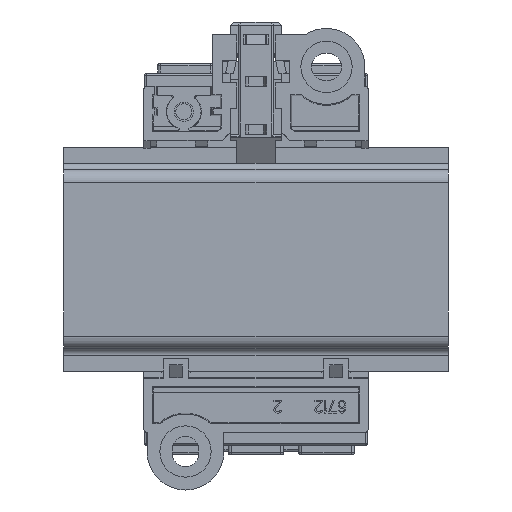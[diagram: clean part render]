
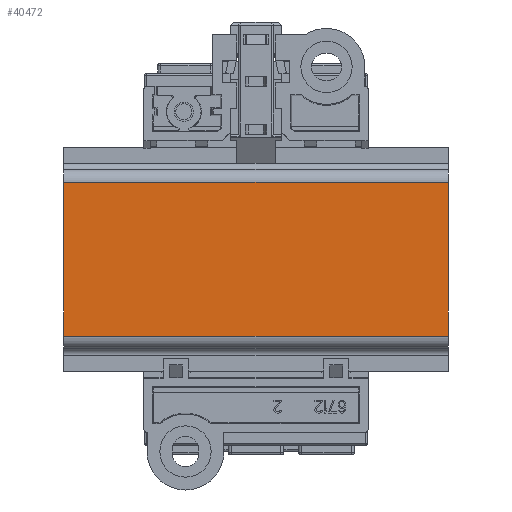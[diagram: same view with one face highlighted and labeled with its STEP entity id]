
A CAD part, front view. The second image highlights one B-rep face of the part: STEP entity #40472.
In plain terms, the highlighted planar face has unit normal (0, -1, 0).
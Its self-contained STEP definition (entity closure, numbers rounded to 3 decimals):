
#1294=DIRECTION('',(0.,0.,-1.));
#1295=VECTOR('',#1294,24.);
#1296=CARTESIAN_POINT('',(30.,-34.9,12.));
#1297=LINE('',#1296,#1295);
#1377=DIRECTION('',(1.,0.,0.));
#1378=VECTOR('',#1377,60.);
#1379=CARTESIAN_POINT('',(-30.,-34.9,-12.));
#1380=LINE('',#1379,#1378);
#1465=DIRECTION('',(0.,0.,-1.));
#1466=VECTOR('',#1465,24.);
#1467=CARTESIAN_POINT('',(-30.,-34.9,12.));
#1468=LINE('',#1467,#1466);
#1513=DIRECTION('',(1.,0.,0.));
#1514=VECTOR('',#1513,60.);
#1515=CARTESIAN_POINT('',(-30.,-34.9,12.));
#1516=LINE('',#1515,#1514);
#38780=CARTESIAN_POINT('',(-30.,-34.9,-12.));
#38782=VERTEX_POINT('',#38780);
#38818=CARTESIAN_POINT('',(-30.,-34.9,12.));
#38819=VERTEX_POINT('',#38818);
#38820=CARTESIAN_POINT('',(30.,-34.9,-12.));
#38822=VERTEX_POINT('',#38820);
#38858=CARTESIAN_POINT('',(30.,-34.9,12.));
#38859=VERTEX_POINT('',#38858);
#40461=CARTESIAN_POINT('',(-30.,-34.9,12.));
#40462=DIRECTION('',(0.,-1.,0.));
#40463=DIRECTION('',(0.,0.,-1.));
#40464=AXIS2_PLACEMENT_3D('',#40461,#40462,#40463);
#40465=PLANE('',#40464);
#40466=ORIENTED_EDGE('',*,*,#40315,.F.);
#40467=ORIENTED_EDGE('',*,*,#40456,.T.);
#40468=ORIENTED_EDGE('',*,*,#40229,.T.);
#40469=ORIENTED_EDGE('',*,*,#40272,.F.);
#40470=EDGE_LOOP('',(#40466,#40467,#40468,#40469));
#40471=FACE_OUTER_BOUND('',#40470,.F.);
#40229=EDGE_CURVE('',#38859,#38822,#1297,.T.);
#40272=EDGE_CURVE('',#38782,#38822,#1380,.T.);
#40315=EDGE_CURVE('',#38819,#38782,#1468,.T.);
#40456=EDGE_CURVE('',#38819,#38859,#1516,.T.);
#40472=ADVANCED_FACE('',(#40471),#40465,.T.);
